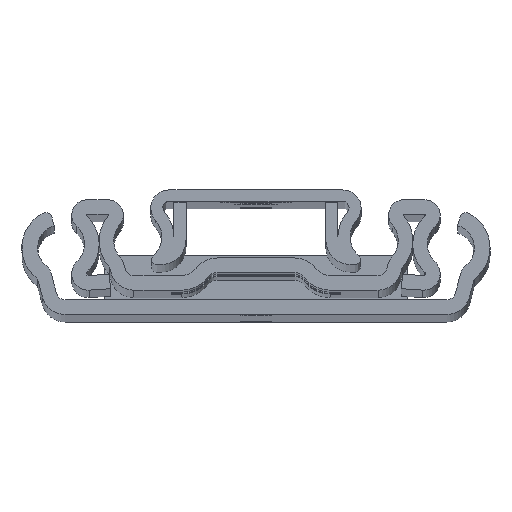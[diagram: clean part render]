
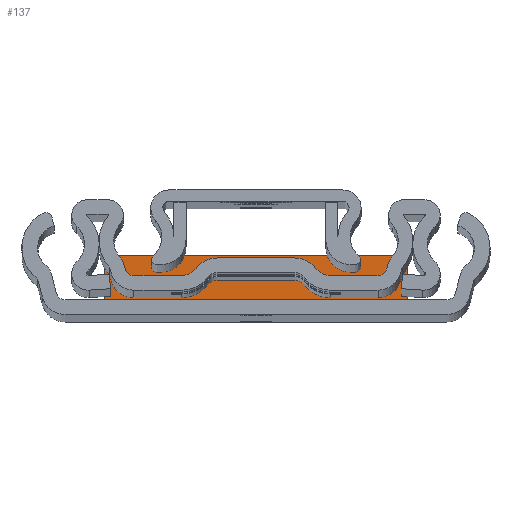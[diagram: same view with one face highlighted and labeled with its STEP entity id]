
A CAD part, top view. The second image highlights one B-rep face of the part: STEP entity #137.
In plain terms, the highlighted planar face has unit normal (0, 0, 1).
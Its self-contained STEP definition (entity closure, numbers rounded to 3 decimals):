
#137 = ADVANCED_FACE ( 'NONE', ( #3567 ), #3331, .F. ) ;
#320 = EDGE_CURVE ( 'NONE', #11493, #11470, #6644, .T. ) ;
#323 = EDGE_CURVE ( 'NONE', #11493, #11489, #6651, .T. ) ;
#324 = EDGE_CURVE ( 'NONE', #11491, #11489, #6653, .T. ) ;
#325 = EDGE_CURVE ( 'NONE', #11470, #11491, #6655, .T. ) ;
#1093 = EDGE_LOOP ( 'NONE', ( #11253, #11254, #11255, #11256 ) ) ;
#2446 = AXIS2_PLACEMENT_3D ( 'NONE', #3293, #3343, #3344 ) ;
#3293 = CARTESIAN_POINT ( 'NONE',  ( 25., 11., -353.2 ) ) ;
#3331 = PLANE ( 'NONE',  #2446 ) ;
#3343 = DIRECTION ( 'NONE',  ( 0., 0., -1. ) ) ;
#3344 = DIRECTION ( 'NONE',  ( -1., 0., 0. ) ) ;
#3567 = FACE_OUTER_BOUND ( 'NONE', #1093, .T. ) ;
#6644 = LINE ( 'NONE', #7273, #6646 ) ;
#6646 = VECTOR ( 'NONE', #7284, 1000. ) ;
#6651 = LINE ( 'NONE', #7289, #6652 ) ;
#6652 = VECTOR ( 'NONE', #7290, 1000. ) ;
#6653 = LINE ( 'NONE', #7291, #6654 ) ;
#6654 = VECTOR ( 'NONE', #7292, 1000. ) ;
#6655 = LINE ( 'NONE', #7293, #6656 ) ;
#6656 = VECTOR ( 'NONE', #7294, 1000. ) ;
#7273 = CARTESIAN_POINT ( 'NONE',  ( 25., -19.3, -353.2 ) ) ;
#7284 = DIRECTION ( 'NONE',  ( 0., 1., 0. ) ) ;
#7289 = CARTESIAN_POINT ( 'NONE',  ( 31.434, 2.4, -353.2 ) ) ;
#7290 = DIRECTION ( 'NONE',  ( -1., 0., 0. ) ) ;
#7291 = CARTESIAN_POINT ( 'NONE',  ( -25., -19.3, -353.2 ) ) ;
#7292 = DIRECTION ( 'NONE',  ( 0., -1., 0. ) ) ;
#7293 = CARTESIAN_POINT ( 'NONE',  ( -25., 11., -353.2 ) ) ;
#7294 = DIRECTION ( 'NONE',  ( -1., 0., 0. ) ) ;
#10441 = CARTESIAN_POINT ( 'NONE',  ( 25., 11., -353.2 ) ) ;
#10460 = CARTESIAN_POINT ( 'NONE',  ( -25., 2.4, -353.2 ) ) ;
#10462 = CARTESIAN_POINT ( 'NONE',  ( -25., 11., -353.2 ) ) ;
#10464 = CARTESIAN_POINT ( 'NONE',  ( 25., 2.4, -353.2 ) ) ;
#11253 = ORIENTED_EDGE ( 'NONE', *, *, #324, .T. ) ;
#11254 = ORIENTED_EDGE ( 'NONE', *, *, #323, .F. ) ;
#11255 = ORIENTED_EDGE ( 'NONE', *, *, #320, .T. ) ;
#11256 = ORIENTED_EDGE ( 'NONE', *, *, #325, .T. ) ;
#11470 = VERTEX_POINT ( 'NONE', #10441 ) ;
#11489 = VERTEX_POINT ( 'NONE', #10460 ) ;
#11491 = VERTEX_POINT ( 'NONE', #10462 ) ;
#11493 = VERTEX_POINT ( 'NONE', #10464 ) ;
